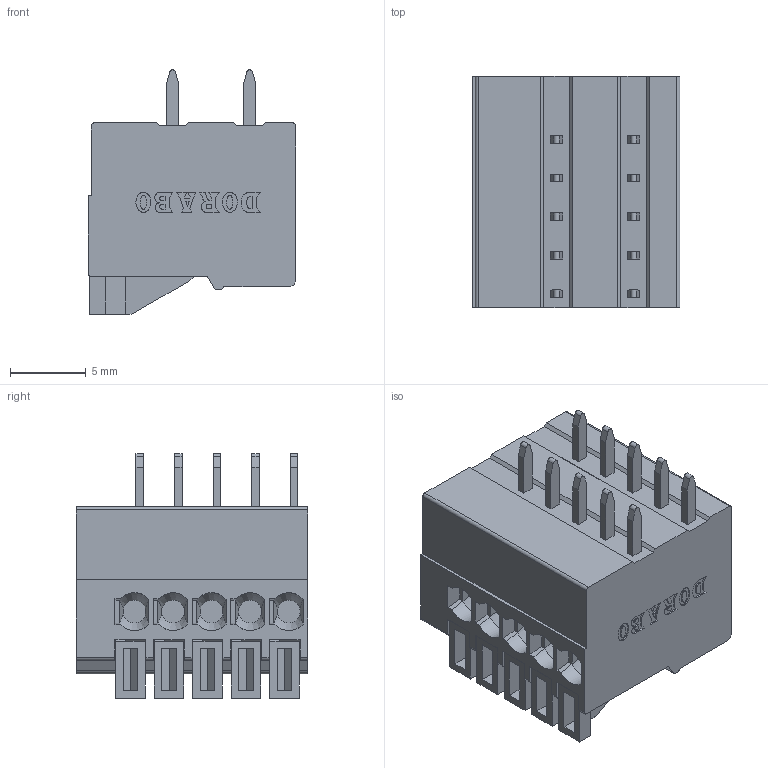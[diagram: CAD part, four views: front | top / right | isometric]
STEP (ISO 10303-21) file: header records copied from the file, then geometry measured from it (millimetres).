
FILE_DESCRIPTION((''),'2;1');
FILE_NAME('DB141R-254-1P','2023-07-05T',('86134'),(''),'PRO/ENGINEER BY PARAMETRIC TECHNOLOGY CORPORATION, 2010280','PRO/ENGINEER BY PARAMETRIC TECHNOLOGY CORPORATION, 2010280','');
FILE_SCHEMA(('CONFIG_CONTROL_DESIGN'));
Length unit declared in the file: millimetre
Products named in the file (1): DB141R-254-1P
Bounding box: 13.7 x 15.24 x 16.1 mm (x, y, z)
Volume: 2006.6 mm3; surface area: 1692.4 mm2
Topology: 1 solids, 25 shells, 764 faces, 2000 edges, 1320 vertices
Faces by surface type: plane 579, cylinder 128, extrusion 40, cone 13, bspline 4
Entity records: 24425 total; most frequent: CARTESIAN_POINT 5407, ORIENTED_EDGE 4000, DIRECTION 3674, EDGE_CURVE 2000, VECTOR 1642, LINE 1602, VERTEX_POINT 1320, AXIS2_PLACEMENT_3D 1016
